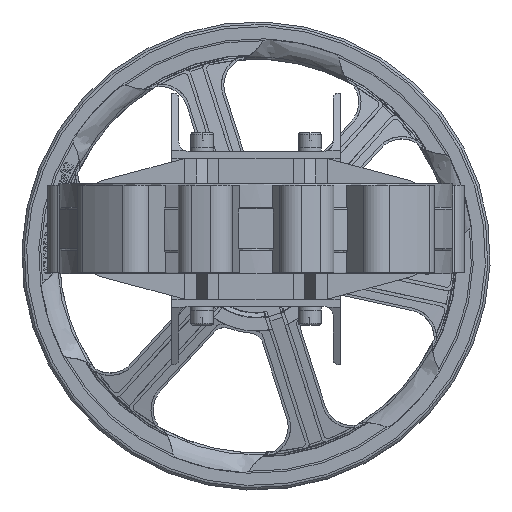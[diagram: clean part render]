
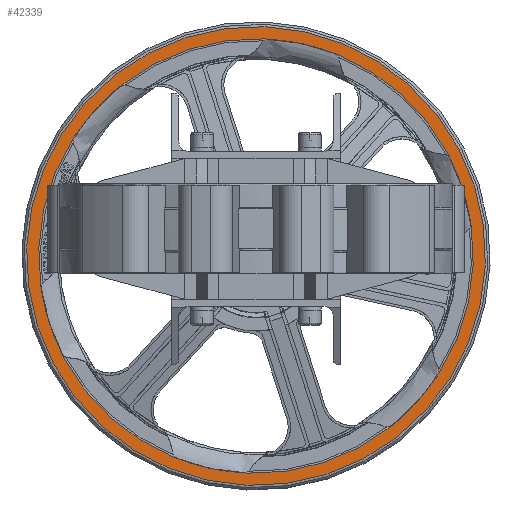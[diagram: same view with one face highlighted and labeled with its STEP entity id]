
A CAD part, front view. The second image highlights one B-rep face of the part: STEP entity #42339.
In plain terms, the highlighted planar face has unit normal (0, -1, 0).
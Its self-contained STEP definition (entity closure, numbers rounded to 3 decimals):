
#1640=FACE_BOUND('',#8431,.T.);
#2531=PLANE('',#46338);
#5906=FACE_OUTER_BOUND('',#8430,.T.);
#8430=EDGE_LOOP('',(#37463,#37464));
#8431=EDGE_LOOP('',(#37465,#37466));
#14884=CIRCLE('',#44520,245.);
#14885=CIRCLE('',#44521,245.);
#14886=CIRCLE('',#44523,232.);
#14887=CIRCLE('',#44524,232.);
#18090=VERTEX_POINT('',#70597);
#18091=VERTEX_POINT('',#70599);
#18092=VERTEX_POINT('',#70603);
#18093=VERTEX_POINT('',#70604);
#23172=EDGE_CURVE('',#18090,#18091,#14884,.T.);
#23173=EDGE_CURVE('',#18091,#18090,#14885,.T.);
#23174=EDGE_CURVE('',#18092,#18093,#14886,.T.);
#23175=EDGE_CURVE('',#18093,#18092,#14887,.T.);
#37463=ORIENTED_EDGE('',*,*,#23173,.F.);
#37464=ORIENTED_EDGE('',*,*,#23172,.F.);
#37465=ORIENTED_EDGE('',*,*,#23174,.T.);
#37466=ORIENTED_EDGE('',*,*,#23175,.T.);
#42339=ADVANCED_FACE('',(#5906,#1640),#2531,.T.);
#44520=AXIS2_PLACEMENT_3D('',#70600,#51742,#51743);
#44521=AXIS2_PLACEMENT_3D('',#70601,#51744,#51745);
#44523=AXIS2_PLACEMENT_3D('',#70605,#51748,#51749);
#44524=AXIS2_PLACEMENT_3D('',#70606,#51750,#51751);
#46338=AXIS2_PLACEMENT_3D('',#87900,#56645,#56646);
#51742=DIRECTION('center_axis',(0.,1.,0.));
#51743=DIRECTION('ref_axis',(-0.212,0.,-0.977));
#51744=DIRECTION('center_axis',(0.,1.,0.));
#51745=DIRECTION('ref_axis',(-0.212,0.,-0.977));
#51748=DIRECTION('center_axis',(0.,1.,0.));
#51749=DIRECTION('ref_axis',(-0.212,0.,-0.977));
#51750=DIRECTION('center_axis',(0.,1.,0.));
#51751=DIRECTION('ref_axis',(-0.212,0.,-0.977));
#56645=DIRECTION('center_axis',(0.,-1.,0.));
#56646=DIRECTION('ref_axis',(0.212,0.,0.977));
#70597=CARTESIAN_POINT('',(51.982,890.,210.422));
#70599=CARTESIAN_POINT('',(-51.982,890.,-268.422));
#70600=CARTESIAN_POINT('Origin',(0.,890.,-29.));
#70601=CARTESIAN_POINT('Origin',(0.,890.,-29.));
#70603=CARTESIAN_POINT('',(-49.223,890.,-255.718));
#70604=CARTESIAN_POINT('',(49.223,890.,197.718));
#70605=CARTESIAN_POINT('Origin',(0.,890.,-29.));
#70606=CARTESIAN_POINT('Origin',(0.,890.,-29.));
#87900=CARTESIAN_POINT('Origin',(15.175,890.,-260.503));
